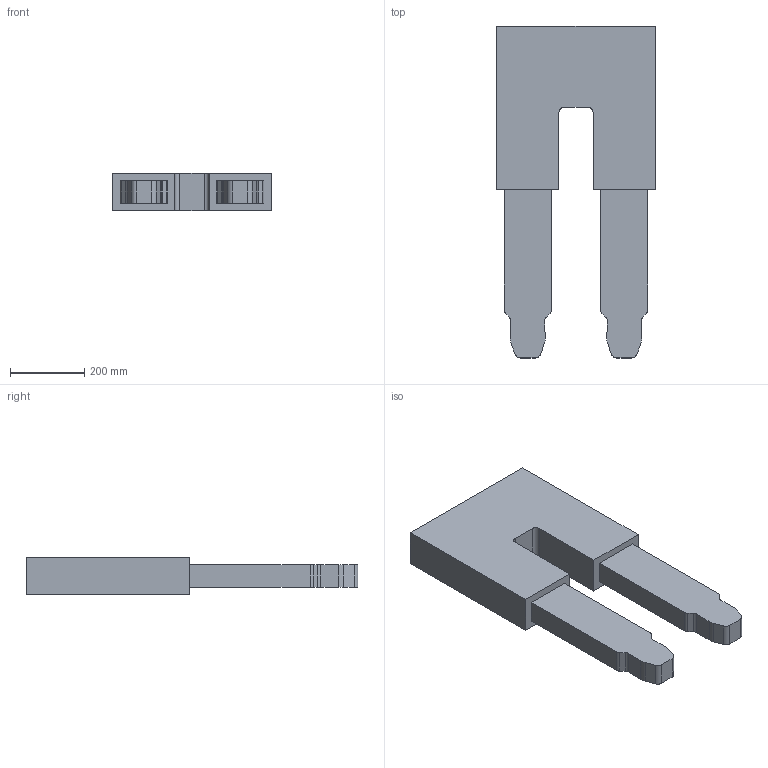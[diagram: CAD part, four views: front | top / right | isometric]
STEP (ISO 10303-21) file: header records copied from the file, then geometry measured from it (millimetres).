
FILE_DESCRIPTION((''),'2;1');
FILE_NAME('PRT0002','2018-12-01T',('Administrator'),(''),'PRO/ENGINEER BY PARAMETRIC TECHNOLOGY CORPORATION, 2008380','PRO/ENGINEER BY PARAMETRIC TECHNOLOGY CORPORATION, 2008380','');
FILE_SCHEMA(('CONFIG_CONTROL_DESIGN'));
Length unit declared in the file: inch
Products named in the file (1): PRT0002
Bounding box: 426.72 x 891.54 x 101.6 mm (x, y, z)
Volume: 23433592 mm3; surface area: 869221 mm2
Topology: 1 solids, 1 shells, 50 faces, 138 edges, 92 vertices
Faces by surface type: plane 32, cylinder 18
Entity records: 1638 total; most frequent: CARTESIAN_POINT 280, ORIENTED_EDGE 276, DIRECTION 274, EDGE_CURVE 138, VECTOR 102, LINE 102, VERTEX_POINT 92, AXIS2_PLACEMENT_3D 86
